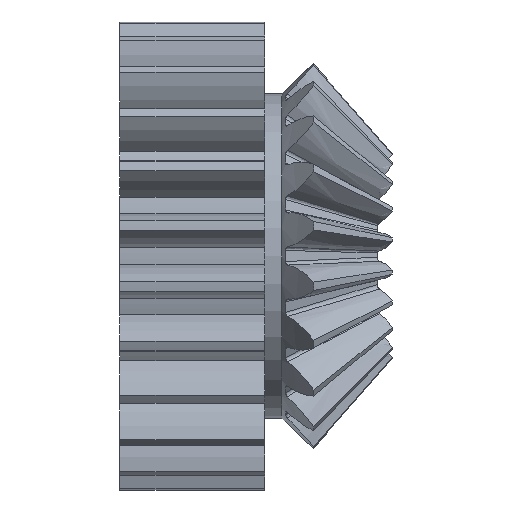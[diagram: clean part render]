
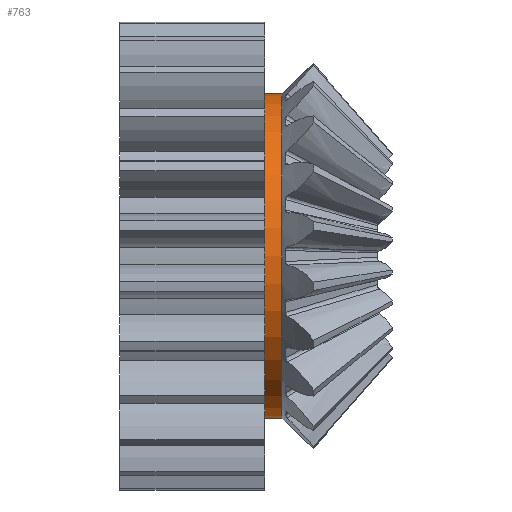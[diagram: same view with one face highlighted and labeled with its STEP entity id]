
A CAD part, front view. The second image highlights one B-rep face of the part: STEP entity #763.
In plain terms, the highlighted cylindrical face has radius 4.474 mm (diameter 8.948 mm), a partial arc.
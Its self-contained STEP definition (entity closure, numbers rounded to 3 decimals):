
#446 = EDGE_CURVE ( 'NONE', #700, #4963, #6830, .T. ) ;
#455 = CARTESIAN_POINT ( 'NONE',  ( -0.474, 0., 0. ) ) ;
#640 = AXIS2_PLACEMENT_3D ( 'NONE', #2912, #2158, #6058 ) ;
#700 = VERTEX_POINT ( 'NONE', #2724 ) ;
#763 = ADVANCED_FACE ( 'NONE', ( #4276 ), #2182, .T. ) ;
#910 = ORIENTED_EDGE ( 'NONE', *, *, #5141, .F. ) ;
#1942 = EDGE_CURVE ( 'NONE', #10353, #700, #10059, .T. ) ;
#2034 = DIRECTION ( 'NONE',  ( 0., 0., -1. ) ) ;
#2113 = DIRECTION ( 'NONE',  ( 1., 0., 0. ) ) ;
#2158 = DIRECTION ( 'NONE',  ( -1., 0., 0. ) ) ;
#2182 = CYLINDRICAL_SURFACE ( 'NONE', #7730, 4.474 ) ;
#2724 = CARTESIAN_POINT ( 'NONE',  ( 0., 0., -4.474 ) ) ;
#2912 = CARTESIAN_POINT ( 'NONE',  ( -0.474, 0., 0. ) ) ;
#2919 = AXIS2_PLACEMENT_3D ( 'NONE', #10178, #3712, #2034 ) ;
#3177 = EDGE_CURVE ( 'NONE', #7431, #4963, #7175, .T. ) ;
#3252 = ORIENTED_EDGE ( 'NONE', *, *, #446, .T. ) ;
#3712 = DIRECTION ( 'NONE',  ( -1., 0., 0. ) ) ;
#3889 = CARTESIAN_POINT ( 'NONE',  ( -0.474, 0., 4.474 ) ) ;
#4276 = FACE_OUTER_BOUND ( 'NONE', #6620, .T. ) ;
#4963 = VERTEX_POINT ( 'NONE', #8831 ) ;
#5011 = VECTOR ( 'NONE', #5423, 1000. ) ;
#5141 = EDGE_CURVE ( 'NONE', #10353, #7431, #7372, .T. ) ;
#5301 = CARTESIAN_POINT ( 'NONE',  ( -0.474, 0., -4.474 ) ) ;
#5361 = CARTESIAN_POINT ( 'NONE',  ( -0.474, 0., 4.474 ) ) ;
#5423 = DIRECTION ( 'NONE',  ( 1., 0., 0. ) ) ;
#6058 = DIRECTION ( 'NONE',  ( 0., 0., 1. ) ) ;
#6108 = DIRECTION ( 'NONE',  ( 1., 0., 0. ) ) ;
#6620 = EDGE_LOOP ( 'NONE', ( #6871, #910, #9873, #3252 ) ) ;
#6830 = CIRCLE ( 'NONE', #2919, 4.474 ) ;
#6871 = ORIENTED_EDGE ( 'NONE', *, *, #3177, .F. ) ;
#6948 = VECTOR ( 'NONE', #2113, 1000. ) ;
#7175 = LINE ( 'NONE', #5361, #5011 ) ;
#7372 = CIRCLE ( 'NONE', #640, 4.474 ) ;
#7431 = VERTEX_POINT ( 'NONE', #3889 ) ;
#7730 = AXIS2_PLACEMENT_3D ( 'NONE', #455, #6108, #9278 ) ;
#8453 = CARTESIAN_POINT ( 'NONE',  ( -0.474, 0., -4.474 ) ) ;
#8831 = CARTESIAN_POINT ( 'NONE',  ( 0., 0., 4.474 ) ) ;
#9278 = DIRECTION ( 'NONE',  ( 0., 0., -1. ) ) ;
#9873 = ORIENTED_EDGE ( 'NONE', *, *, #1942, .T. ) ;
#10059 = LINE ( 'NONE', #8453, #6948 ) ;
#10178 = CARTESIAN_POINT ( 'NONE',  ( 0., 0., 0. ) ) ;
#10353 = VERTEX_POINT ( 'NONE', #5301 ) ;
